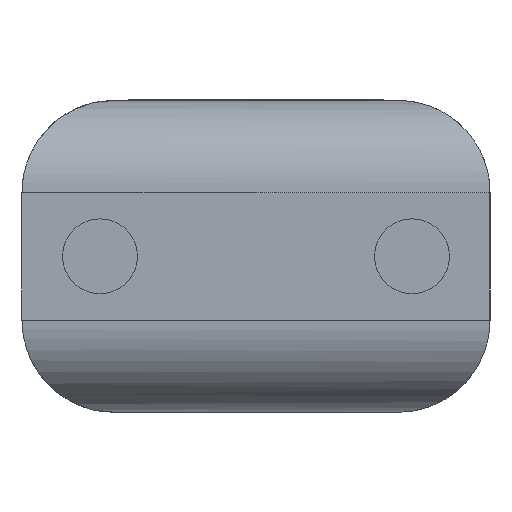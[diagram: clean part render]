
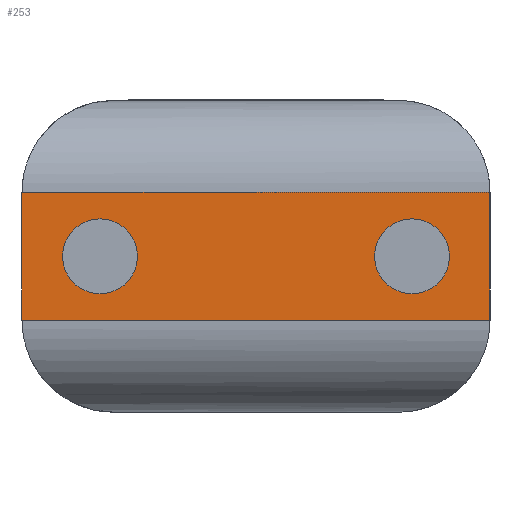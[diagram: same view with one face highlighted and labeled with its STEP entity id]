
A CAD part, front view. The second image highlights one B-rep face of the part: STEP entity #253.
In plain terms, the highlighted planar face has unit normal (0, -1, 0).
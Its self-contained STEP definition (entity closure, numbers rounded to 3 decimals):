
#29 = CARTESIAN_POINT ( 'NONE',  ( 0., 0., 1.79 ) ) ;
#120 = CARTESIAN_POINT ( 'NONE',  ( -0.94, 0., 1.27 ) ) ;
#146 = CARTESIAN_POINT ( 'NONE',  ( -0.635, 0., 1.27 ) ) ;
#218 = CARTESIAN_POINT ( 'NONE',  ( -0.635, 0., 1.27 ) ) ;
#253 = ADVANCED_FACE ( 'NONE', ( #525, #3393, #394 ), #415, .F. ) ;
#325 = CARTESIAN_POINT ( 'NONE',  ( -3.175, 0., 1.27 ) ) ;
#394 = FACE_BOUND ( 'NONE', #1475, .T. ) ;
#404 = CARTESIAN_POINT ( 'NONE',  ( -3.48, 0., 1.27 ) ) ;
#415 = PLANE ( 'NONE',  #676 ) ;
#450 = DIRECTION ( 'NONE',  ( 0., 1., 0. ) ) ;
#457 = VERTEX_POINT ( 'NONE', #1072 ) ;
#525 = FACE_BOUND ( 'NONE', #2406, .T. ) ;
#676 = AXIS2_PLACEMENT_3D ( 'NONE', #3298, #751, #2451 ) ;
#686 = DIRECTION ( 'NONE',  ( -1., 0., 0. ) ) ;
#716 = CARTESIAN_POINT ( 'NONE',  ( 0., 0., 1.79 ) ) ;
#737 = VERTEX_POINT ( 'NONE', #120 ) ;
#745 = ORIENTED_EDGE ( 'NONE', *, *, #1462, .T. ) ;
#751 = DIRECTION ( 'NONE',  ( 0., 1., 0. ) ) ;
#897 = DIRECTION ( 'NONE',  ( 0., 0., -1. ) ) ;
#997 = CARTESIAN_POINT ( 'NONE',  ( -3.81, 0., 0.75 ) ) ;
#1023 = EDGE_CURVE ( 'NONE', #2803, #457, #2638, .T. ) ;
#1072 = CARTESIAN_POINT ( 'NONE',  ( 0., 0., 0.75 ) ) ;
#1097 = ORIENTED_EDGE ( 'NONE', *, *, #3692, .T. ) ;
#1099 = DIRECTION ( 'NONE',  ( 0., 1., 0. ) ) ;
#1103 = CARTESIAN_POINT ( 'NONE',  ( -0.33, 0., 1.27 ) ) ;
#1107 = VECTOR ( 'NONE', #2636, 1000. ) ;
#1138 = VERTEX_POINT ( 'NONE', #997 ) ;
#1172 = AXIS2_PLACEMENT_3D ( 'NONE', #218, #1099, #2243 ) ;
#1173 = DIRECTION ( 'NONE',  ( 1., 0., 0. ) ) ;
#1200 = EDGE_CURVE ( 'NONE', #2307, #1282, #3191, .T. ) ;
#1218 = CIRCLE ( 'NONE', #1172, 0.305 ) ;
#1282 = VERTEX_POINT ( 'NONE', #1598 ) ;
#1462 = EDGE_CURVE ( 'NONE', #1138, #457, #1728, .T. ) ;
#1475 = EDGE_LOOP ( 'NONE', ( #3458, #2313 ) ) ;
#1500 = CARTESIAN_POINT ( 'NONE',  ( 0., 0., 2.54 ) ) ;
#1580 = EDGE_CURVE ( 'NONE', #2803, #2945, #3266, .T. ) ;
#1598 = CARTESIAN_POINT ( 'NONE',  ( -2.87, 0., 1.27 ) ) ;
#1728 = LINE ( 'NONE', #3720, #2621 ) ;
#1877 = CARTESIAN_POINT ( 'NONE',  ( -3.81, 0., 1.79 ) ) ;
#1991 = ORIENTED_EDGE ( 'NONE', *, *, #1023, .F. ) ;
#2033 = CARTESIAN_POINT ( 'NONE',  ( -3.81, 0., 2.54 ) ) ;
#2061 = EDGE_CURVE ( 'NONE', #1282, #2307, #2351, .T. ) ;
#2133 = ORIENTED_EDGE ( 'NONE', *, *, #2195, .T. ) ;
#2141 = EDGE_LOOP ( 'NONE', ( #1991, #3493, #3512, #745 ) ) ;
#2161 = LINE ( 'NONE', #2033, #2516 ) ;
#2195 = EDGE_CURVE ( 'NONE', #737, #2991, #3583, .T. ) ;
#2243 = DIRECTION ( 'NONE',  ( -1., 0., 0. ) ) ;
#2303 = DIRECTION ( 'NONE',  ( 0., -1., 0. ) ) ;
#2307 = VERTEX_POINT ( 'NONE', #404 ) ;
#2313 = ORIENTED_EDGE ( 'NONE', *, *, #2061, .F. ) ;
#2351 = CIRCLE ( 'NONE', #2489, 0.305 ) ;
#2406 = EDGE_LOOP ( 'NONE', ( #2133, #1097 ) ) ;
#2451 = DIRECTION ( 'NONE',  ( -1., 0., 0. ) ) ;
#2489 = AXIS2_PLACEMENT_3D ( 'NONE', #325, #2303, #2589 ) ;
#2506 = DIRECTION ( 'NONE',  ( -1., 0., 0. ) ) ;
#2516 = VECTOR ( 'NONE', #897, 1000. ) ;
#2589 = DIRECTION ( 'NONE',  ( -1., 0., 0. ) ) ;
#2604 = AXIS2_PLACEMENT_3D ( 'NONE', #146, #450, #2506 ) ;
#2621 = VECTOR ( 'NONE', #1173, 1000. ) ;
#2636 = DIRECTION ( 'NONE',  ( 0., 0., -1. ) ) ;
#2638 = LINE ( 'NONE', #1500, #1107 ) ;
#2714 = EDGE_CURVE ( 'NONE', #2945, #1138, #2161, .T. ) ;
#2803 = VERTEX_POINT ( 'NONE', #716 ) ;
#2843 = AXIS2_PLACEMENT_3D ( 'NONE', #2969, #3525, #686 ) ;
#2945 = VERTEX_POINT ( 'NONE', #1877 ) ;
#2969 = CARTESIAN_POINT ( 'NONE',  ( -3.175, 0., 1.27 ) ) ;
#2991 = VERTEX_POINT ( 'NONE', #1103 ) ;
#3191 = CIRCLE ( 'NONE', #2843, 0.305 ) ;
#3266 = LINE ( 'NONE', #29, #3358 ) ;
#3298 = CARTESIAN_POINT ( 'NONE',  ( 0., 0., 2.54 ) ) ;
#3358 = VECTOR ( 'NONE', #3475, 1000. ) ;
#3393 = FACE_OUTER_BOUND ( 'NONE', #2141, .T. ) ;
#3458 = ORIENTED_EDGE ( 'NONE', *, *, #1200, .F. ) ;
#3475 = DIRECTION ( 'NONE',  ( -1., 0., 0. ) ) ;
#3493 = ORIENTED_EDGE ( 'NONE', *, *, #1580, .T. ) ;
#3512 = ORIENTED_EDGE ( 'NONE', *, *, #2714, .T. ) ;
#3525 = DIRECTION ( 'NONE',  ( 0., -1., 0. ) ) ;
#3583 = CIRCLE ( 'NONE', #2604, 0.305 ) ;
#3692 = EDGE_CURVE ( 'NONE', #2991, #737, #1218, .T. ) ;
#3720 = CARTESIAN_POINT ( 'NONE',  ( 0., 0., 0.75 ) ) ;
